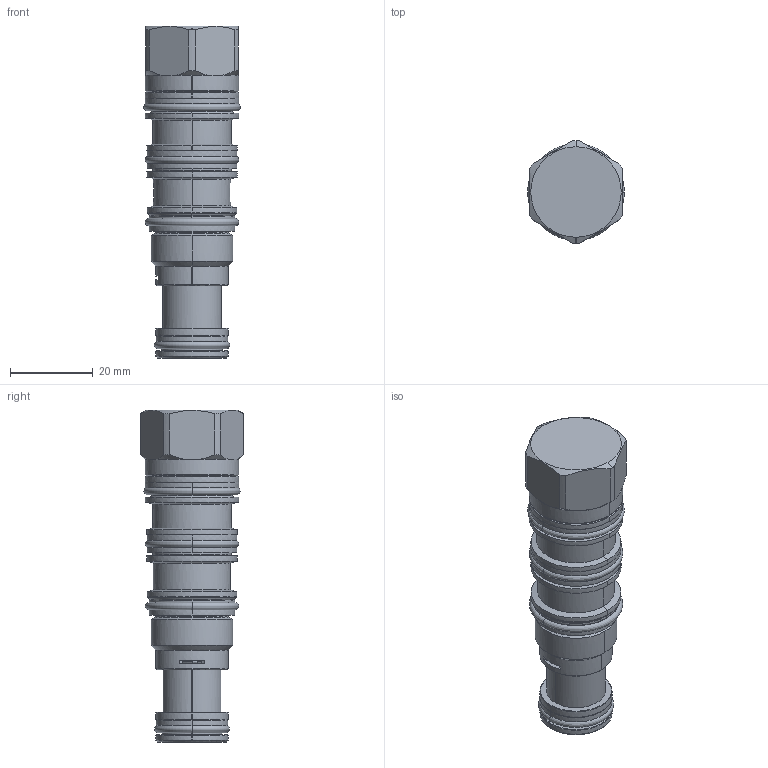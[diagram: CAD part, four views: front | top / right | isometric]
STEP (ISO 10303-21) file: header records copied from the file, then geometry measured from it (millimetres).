
FILE_DESCRIPTION((''),'2;1');
FILE_NAME('XMCAXXN_SW_PRT','2020-09-11T',('charlief'),(''),'PRO/ENGINEER BY PARAMETRIC TECHNOLOGY CORPORATION, 2016010','PRO/ENGINEER BY PARAMETRIC TECHNOLOGY CORPORATION, 2016010','');
FILE_SCHEMA(('CONFIG_CONTROL_DESIGN'));
Products named in the file (1): XMCAXXN_SW_PRT
Bounding box: 23.29 x 24.84 x 80.12 mm (x, y, z)
Surface area: 12844.8 mm2 (no closed solid volume)
Topology: 0 solids, 0 shells, 230 faces, 1076 edges, 1054 vertices
Faces by surface type: bspline 193, torus 37
Entity records: 40597 total; most frequent: CARTESIAN_POINT 30864, DIRECTION 1686, TRIMMED_CURVE 1297, DEFINITIONAL_REPRESENTATION 1034, PCURVE 1034, COMPOSITE_CURVE_SEGMENT 1034, VECTOR 982, LINE 982
